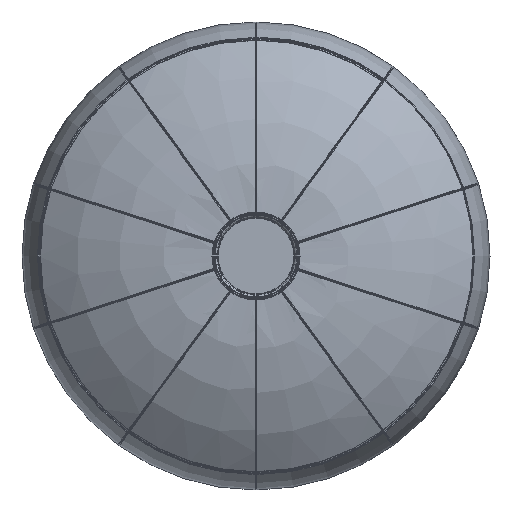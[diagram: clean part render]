
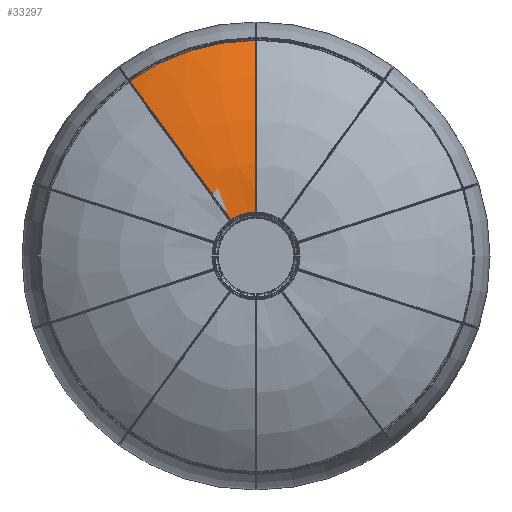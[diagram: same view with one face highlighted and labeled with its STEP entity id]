
A CAD part, front view. The second image highlights one B-rep face of the part: STEP entity #33297.
In plain terms, the highlighted toroidal (fillet/blend) face has major radius 110.103 mm and minor radius 570 mm.
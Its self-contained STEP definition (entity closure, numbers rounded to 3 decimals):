
#393 = EDGE_CURVE ( 'NONE', #12687, #4316, #45864, .T. ) ;
#1484 = CARTESIAN_POINT ( 'NONE',  ( -1.998, -244.038, 88.143 ) ) ;
#2205 = CARTESIAN_POINT ( 'NONE',  ( -2.005, -191.23, 350.625 ) ) ;
#2659 = VERTEX_POINT ( 'NONE', #11639 ) ;
#3170 = DIRECTION ( 'NONE',  ( 0., -1., 0. ) ) ;
#4316 = VERTEX_POINT ( 'NONE', #1484 ) ;
#5547 = CARTESIAN_POINT ( 'NONE',  ( 0., -125.887, 0. ) ) ;
#5776 = CARTESIAN_POINT ( 'NONE',  ( -2.005, -206.783, 314.56 ) ) ;
#5941 = CARTESIAN_POINT ( 'NONE',  ( -2.001, -244.591, 121.31 ) ) ;
#6791 = AXIS2_PLACEMENT_3D ( 'NONE', #47701, #3170, #33159 ) ;
#8133 = ORIENTED_EDGE ( 'NONE', *, *, #393, .F. ) ;
#8366 = CARTESIAN_POINT ( 'NONE',  ( -174.056, -212.539, 242.978 ) ) ;
#8521 = CARTESIAN_POINT ( 'NONE',  ( -89.078, -242.803, 126.011 ) ) ;
#8857 = CARTESIAN_POINT ( 'NONE',  ( -50.192, -244.038, 72.483 ) ) ;
#9479 = DIRECTION ( 'NONE',  ( 0., 1., 0. ) ) ;
#9538 = CARTESIAN_POINT ( 'NONE',  ( -2.004, -226.743, 252.059 ) ) ;
#11639 = CARTESIAN_POINT ( 'NONE',  ( -267.65, -125.887, 371.8 ) ) ;
#12178 = EDGE_CURVE ( 'NONE', #2659, #12687, #37546, .T. ) ;
#12441 = CARTESIAN_POINT ( 'NONE',  ( -127.593, -234.038, 179.025 ) ) ;
#12687 = VERTEX_POINT ( 'NONE', #19841 ) ;
#12758 = CARTESIAN_POINT ( 'NONE',  ( -222.818, -175.533, 310.093 ) ) ;
#12799 = CARTESIAN_POINT ( 'NONE',  ( -2.002, -243.333, 146.168 ) ) ;
#13602 = CARTESIAN_POINT ( 'NONE',  ( -2., -244.677, 104.731 ) ) ;
#14428 = ORIENTED_EDGE ( 'NONE', *, *, #12178, .F. ) ;
#15089 = CARTESIAN_POINT ( 'NONE',  ( -50.192, -244.038, 72.483 ) ) ;
#15844 = CARTESIAN_POINT ( 'NONE',  ( -146.405, -226.8, 204.918 ) ) ;
#16340 = CARTESIAN_POINT ( 'NONE',  ( -194.313, -198.939, 270.859 ) ) ;
#16374 = CARTESIAN_POINT ( 'NONE',  ( -2.002, -241.643, 166.844 ) ) ;
#16541 = CARTESIAN_POINT ( 'NONE',  ( -2.002, -243.58, 142.025 ) ) ;
#16867 = CARTESIAN_POINT ( 'NONE',  ( -2.005, -186.821, 360.009 ) ) ;
#17028 = CARTESIAN_POINT ( 'NONE',  ( -2.003, -236.943, 203.834 ) ) ;
#17410 = ORIENTED_EDGE ( 'NONE', *, *, #36925, .F. ) ;
#19308 = CARTESIAN_POINT ( 'NONE',  ( -259.927, -136.016, 361.17 ) ) ;
#19592 = CARTESIAN_POINT ( 'NONE',  ( -59.935, -244.676, 85.896 ) ) ;
#19758 = CARTESIAN_POINT ( 'NONE',  ( -84.227, -243.385, 119.334 ) ) ;
#19841 = CARTESIAN_POINT ( 'NONE',  ( -2.005, -125.887, 458.113 ) ) ;
#19915 = CARTESIAN_POINT ( 'NONE',  ( -98.77, -241.234, 139.353 ) ) ;
#20084 = CARTESIAN_POINT ( 'NONE',  ( -69.662, -244.591, 99.285 ) ) ;
#20126 = CARTESIAN_POINT ( 'NONE',  ( -2.005, -171.626, 389.382 ) ) ;
#20252 = CARTESIAN_POINT ( 'NONE',  ( -229.207, -169.483, 318.888 ) ) ;
#20457 = CARTESIAN_POINT ( 'NONE',  ( -2.005, -136.023, 444.966 ) ) ;
#20626 = CARTESIAN_POINT ( 'NONE',  ( -2.005, -193.825, 344.969 ) ) ;
#20784 = CARTESIAN_POINT ( 'NONE',  ( -2.003, -241.215, 170.973 ) ) ;
#21484 = CARTESIAN_POINT ( 'NONE',  ( -239.681, -158.929, 333.304 ) ) ;
#21719 = CARTESIAN_POINT ( 'NONE',  ( 0., 325.54, 0. ) ) ;
#22214 = TOROIDAL_SURFACE ( 'NONE', #24074, 110.103, 570. ) ;
#23677 = CARTESIAN_POINT ( 'NONE',  ( -155.697, -222.499, 217.708 ) ) ;
#23841 = CARTESIAN_POINT ( 'NONE',  ( -214.196, -183.265, 298.226 ) ) ;
#23881 = CARTESIAN_POINT ( 'NONE',  ( -2.004, -222.433, 267.877 ) ) ;
#24074 = AXIS2_PLACEMENT_3D ( 'NONE', #21719, #47842, #29217 ) ;
#24542 = CARTESIAN_POINT ( 'NONE',  ( -2.005, -183.137, 367.422 ) ) ;
#27255 = CARTESIAN_POINT ( 'NONE',  ( -118.074, -236.976, 165.923 ) ) ;
#27585 = CARTESIAN_POINT ( 'NONE',  ( -220.671, -177.496, 307.139 ) ) ;
#28114 = CARTESIAN_POINT ( 'NONE',  ( -2.005, -194.675, 343.08 ) ) ;
#28267 = CARTESIAN_POINT ( 'NONE',  ( -2.005, -125.887, 458.113 ) ) ;
#28820 = B_SPLINE_CURVE_WITH_KNOTS ( 'NONE', 3,
 ( #8857, #19592, #20084, #19758, #8521, #38402, #19915, #34774, #45872, #27255, #12441, #15844, #23677, #8366, #34936, #16340, #42467, #42640, #46190, #34459, #23841, #27585, #12758, #38890, #20252, #38248, #21484, #37645, #19308, #38298 ),
 .UNSPECIFIED., .F., .F.,
 ( 4, 2, 2, 2, 2, 2, 2, 2, 2, 2, 2, 2, 2, 2, 4 ),
 ( 0., 0.05, 0.074, 0.087, 0.099, 0.149, 0.198, 0.248, 0.26, 0.273, 0.298, 0.31, 0.323, 0.347, 0.397 ),
 .UNSPECIFIED. ) ;
#29217 = DIRECTION ( 'NONE',  ( -0.588, 0., 0.809 ) ) ;
#31359 = CARTESIAN_POINT ( 'NONE',  ( -2.002, -242.747, 154.446 ) ) ;
#31872 = CARTESIAN_POINT ( 'NONE',  ( -2.004, -212.453, 299.127 ) ) ;
#33159 = DIRECTION ( 'NONE',  ( 0.588, 0., -0.809 ) ) ;
#33297 = ADVANCED_FACE ( 'NONE', ( #35116 ), #22214, .T. ) ;
#34024 = VERTEX_POINT ( 'NONE', #15089 ) ;
#34459 = CARTESIAN_POINT ( 'NONE',  ( -209.828, -186.952, 292.215 ) ) ;
#34774 = CARTESIAN_POINT ( 'NONE',  ( -103.613, -240.291, 146.018 ) ) ;
#34936 = CARTESIAN_POINT ( 'NONE',  ( -183.123, -206.88, 255.458 ) ) ;
#35116 = FACE_OUTER_BOUND ( 'NONE', #38090, .T. ) ;
#35150 = CARTESIAN_POINT ( 'NONE',  ( -2.005, -163.337, 403.649 ) ) ;
#35655 = CARTESIAN_POINT ( 'NONE',  ( -2.004, -233.998, 220.038 ) ) ;
#36925 = EDGE_CURVE ( 'NONE', #4316, #34024, #40229, .T. ) ;
#37546 = CIRCLE ( 'NONE', #41665, 458.117 ) ;
#37645 = CARTESIAN_POINT ( 'NONE',  ( -251.969, -145.541, 350.217 ) ) ;
#38090 = EDGE_LOOP ( 'NONE', ( #14428, #46338, #17410, #8133 ) ) ;
#38248 = CARTESIAN_POINT ( 'NONE',  ( -235.527, -163.241, 327.586 ) ) ;
#38298 = CARTESIAN_POINT ( 'NONE',  ( -267.65, -125.887, 371.8 ) ) ;
#38402 = CARTESIAN_POINT ( 'NONE',  ( -96.348, -241.66, 136.018 ) ) ;
#38890 = CARTESIAN_POINT ( 'NONE',  ( -227.085, -171.527, 315.968 ) ) ;
#39033 = DIRECTION ( 'NONE',  ( 0.588, 0., -0.809 ) ) ;
#39407 = CARTESIAN_POINT ( 'NONE',  ( -2.003, -239.751, 183.333 ) ) ;
#40229 = CIRCLE ( 'NONE', #6791, 88.165 ) ;
#41550 = EDGE_CURVE ( 'NONE', #34024, #2659, #28820, .T. ) ;
#41665 = AXIS2_PLACEMENT_3D ( 'NONE', #5547, #9479, #39033 ) ;
#42467 = CARTESIAN_POINT ( 'NONE',  ( -196.543, -197.308, 273.929 ) ) ;
#42640 = CARTESIAN_POINT ( 'NONE',  ( -200.99, -193.957, 280.05 ) ) ;
#42680 = CARTESIAN_POINT ( 'NONE',  ( -2.005, -198.827, 333.606 ) ) ;
#43005 = CARTESIAN_POINT ( 'NONE',  ( -2.005, -192.103, 348.741 ) ) ;
#43167 = CARTESIAN_POINT ( 'NONE',  ( -2.003, -240.268, 179.218 ) ) ;
#43325 = CARTESIAN_POINT ( 'NONE',  ( -1.998, -244.038, 88.143 ) ) ;
#45864 = B_SPLINE_CURVE_WITH_KNOTS ( 'NONE', 3,
 ( #28267, #20457, #46572, #35150, #20126, #24542, #16867, #2205, #43005, #20626, #28114, #46225, #42680, #5776, #31872, #23881, #9538, #35655, #17028, #39407, #43167, #20784, #16374, #46892, #31359, #12799, #16541, #5941, #13602, #43325 ),
 .UNSPECIFIED., .F., .F.,
 ( 4, 2, 2, 2, 2, 2, 2, 2, 2, 2, 2, 2, 2, 2, 4 ),
 ( 0., 0.049, 0.099, 0.124, 0.13, 0.136, 0.148, 0.198, 0.247, 0.297, 0.309, 0.322, 0.334, 0.346, 0.396 ),
 .UNSPECIFIED. ) ;
#45872 = CARTESIAN_POINT ( 'NONE',  ( -106.03, -239.775, 149.346 ) ) ;
#46190 = CARTESIAN_POINT ( 'NONE',  ( -203.207, -192.237, 283.102 ) ) ;
#46225 = CARTESIAN_POINT ( 'NONE',  ( -2.005, -197.193, 337.403 ) ) ;
#46338 = ORIENTED_EDGE ( 'NONE', *, *, #41550, .F. ) ;
#46572 = CARTESIAN_POINT ( 'NONE',  ( -2.005, -145.535, 431.441 ) ) ;
#46892 = CARTESIAN_POINT ( 'NONE',  ( -2.002, -242.409, 158.581 ) ) ;
#47701 = CARTESIAN_POINT ( 'NONE',  ( 0., -244.038, 0. ) ) ;
#47842 = DIRECTION ( 'NONE',  ( 0., -1., 0. ) ) ;
